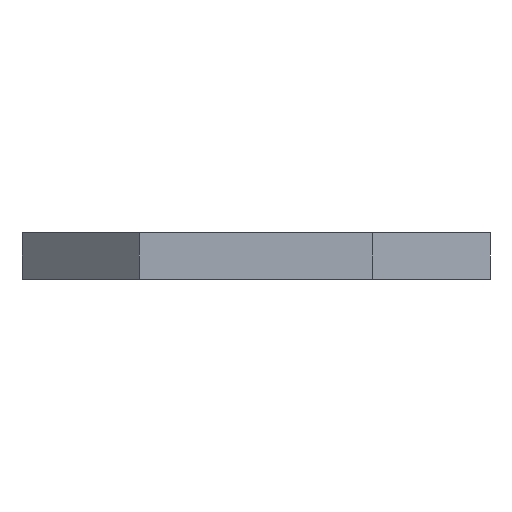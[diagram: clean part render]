
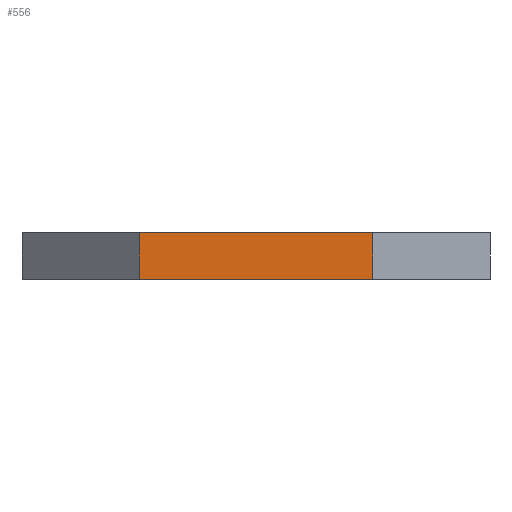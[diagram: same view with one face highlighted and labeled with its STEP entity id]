
A CAD part, front view. The second image highlights one B-rep face of the part: STEP entity #556.
In plain terms, the highlighted planar face has unit normal (0, -1, 0).
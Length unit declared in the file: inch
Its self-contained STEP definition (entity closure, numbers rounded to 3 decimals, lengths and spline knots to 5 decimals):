
#1 = VERTEX_POINT ( 'NONE', #305 ) ;
#7 = VERTEX_POINT ( 'NONE', #438 ) ;
#29 = ORIENTED_EDGE ( 'NONE', *, *, #422, .T. ) ;
#53 = CARTESIAN_POINT ( 'NONE',  ( 0.25, -1.74, 0.04921 ) ) ;
#58 = DIRECTION ( 'NONE',  ( 0., 0., 1. ) ) ;
#98 = DIRECTION ( 'NONE',  ( 1., 0., 0. ) ) ;
#100 = VERTEX_POINT ( 'NONE', #661 ) ;
#105 = PLANE ( 'NONE',  #608 ) ;
#141 = CARTESIAN_POINT ( 'NONE',  ( 0.5, -1.74, 0.04921 ) ) ;
#147 = LINE ( 'NONE', #141, #484 ) ;
#163 = ORIENTED_EDGE ( 'NONE', *, *, #194, .T. ) ;
#194 = EDGE_CURVE ( 'NONE', #498, #1, #470, .T. ) ;
#212 = EDGE_CURVE ( 'NONE', #7, #1, #147, .T. ) ;
#230 = CARTESIAN_POINT ( 'NONE',  ( 0.5, -1.74, -0.04921 ) ) ;
#294 = ORIENTED_EDGE ( 'NONE', *, *, #212, .F. ) ;
#304 = DIRECTION ( 'NONE',  ( 0., 1., 0. ) ) ;
#305 = CARTESIAN_POINT ( 'NONE',  ( 0.25, -1.74, 0.04921 ) ) ;
#324 = CARTESIAN_POINT ( 'NONE',  ( 0.5, -1.74, 0.04921 ) ) ;
#343 = VECTOR ( 'NONE', #98, 39.37008 ) ;
#354 = VECTOR ( 'NONE', #360, 39.37008 ) ;
#356 = CARTESIAN_POINT ( 'NONE',  ( 0.25, -1.74, -0.04921 ) ) ;
#360 = DIRECTION ( 'NONE',  ( 0., 0., -1. ) ) ;
#422 = EDGE_CURVE ( 'NONE', #7, #100, #499, .T. ) ;
#438 = CARTESIAN_POINT ( 'NONE',  ( -0.25, -1.74, 0.04921 ) ) ;
#470 = LINE ( 'NONE', #53, #550 ) ;
#474 = FACE_OUTER_BOUND ( 'NONE', #541, .T. ) ;
#484 = VECTOR ( 'NONE', #486, 39.37008 ) ;
#486 = DIRECTION ( 'NONE',  ( 1., 0., 0. ) ) ;
#498 = VERTEX_POINT ( 'NONE', #356 ) ;
#499 = LINE ( 'NONE', #853, #354 ) ;
#519 = EDGE_CURVE ( 'NONE', #100, #498, #771, .T. ) ;
#541 = EDGE_LOOP ( 'NONE', ( #294, #29, #675, #163 ) ) ;
#550 = VECTOR ( 'NONE', #58, 39.37008 ) ;
#556 = ADVANCED_FACE ( 'NONE', ( #474 ), #105, .F. ) ;
#608 = AXIS2_PLACEMENT_3D ( 'NONE', #324, #304, #677 ) ;
#661 = CARTESIAN_POINT ( 'NONE',  ( -0.25, -1.74, -0.04921 ) ) ;
#675 = ORIENTED_EDGE ( 'NONE', *, *, #519, .T. ) ;
#677 = DIRECTION ( 'NONE',  ( 0., 0., 1. ) ) ;
#771 = LINE ( 'NONE', #230, #343 ) ;
#853 = CARTESIAN_POINT ( 'NONE',  ( -0.25, -1.74, 0.04921 ) ) ;
